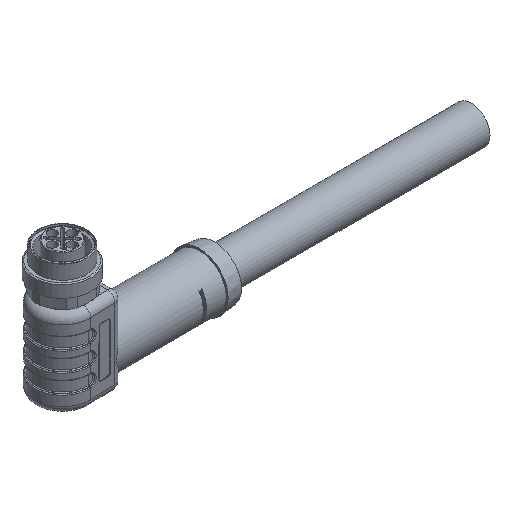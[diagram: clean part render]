
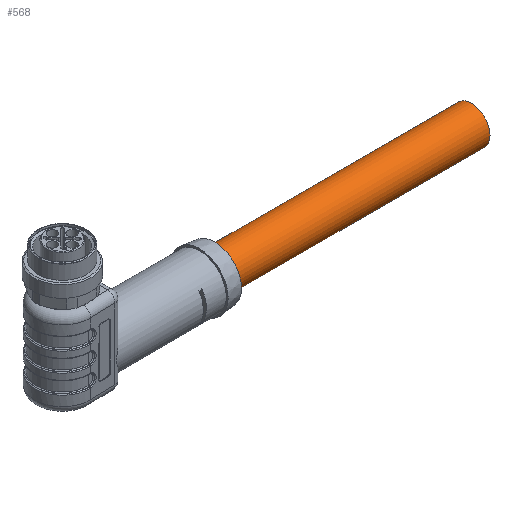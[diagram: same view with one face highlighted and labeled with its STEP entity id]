
A CAD part, isometric view. The second image highlights one B-rep face of the part: STEP entity #568.
In plain terms, the highlighted cylindrical face has radius 4.85 mm (diameter 9.7 mm), a full revolution.
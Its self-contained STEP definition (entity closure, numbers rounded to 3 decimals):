
#154=CYLINDRICAL_SURFACE('',#3681,4.85);
#568=ADVANCED_FACE('',(#753,#754),#154,.T.);
#753=FACE_BOUND('',#938,.T.);
#754=FACE_BOUND('',#939,.T.);
#938=EDGE_LOOP('',(#1676));
#939=EDGE_LOOP('',(#1677));
#1676=ORIENTED_EDGE('',*,*,#2501,.F.);
#1677=ORIENTED_EDGE('',*,*,#2658,.F.);
#2174=VERTEX_POINT('',#5278);
#2239=VERTEX_POINT('',#6209);
#2501=EDGE_CURVE('',#2174,#2174,#3284,.T.);
#2658=EDGE_CURVE('',#2239,#2239,#3361,.T.);
#3284=CIRCLE('',#3530,4.85);
#3361=CIRCLE('',#3680,4.85);
#3530=AXIS2_PLACEMENT_3D('',#5277,#4094,#4095);
#3680=AXIS2_PLACEMENT_3D('',#6208,#4438,#4439);
#3681=AXIS2_PLACEMENT_3D('',#6210,#4440,#4441);
#4094=DIRECTION('',(-1.,0.,0.));
#4095=DIRECTION('',(0.,0.,-1.));
#4438=DIRECTION('',(1.,0.,0.));
#4439=DIRECTION('',(0.,1.,0.));
#4440=DIRECTION('',(-1.,0.,0.));
#4441=DIRECTION('',(0.,0.,-1.));
#5277=CARTESIAN_POINT('',(100.,60.,-1.7));
#5278=CARTESIAN_POINT('',(100.,60.,-6.55));
#6208=CARTESIAN_POINT('',(167.323,60.,-1.7));
#6209=CARTESIAN_POINT('',(167.323,64.85,-1.7));
#6210=CARTESIAN_POINT('',(187.323,60.,-1.7));
